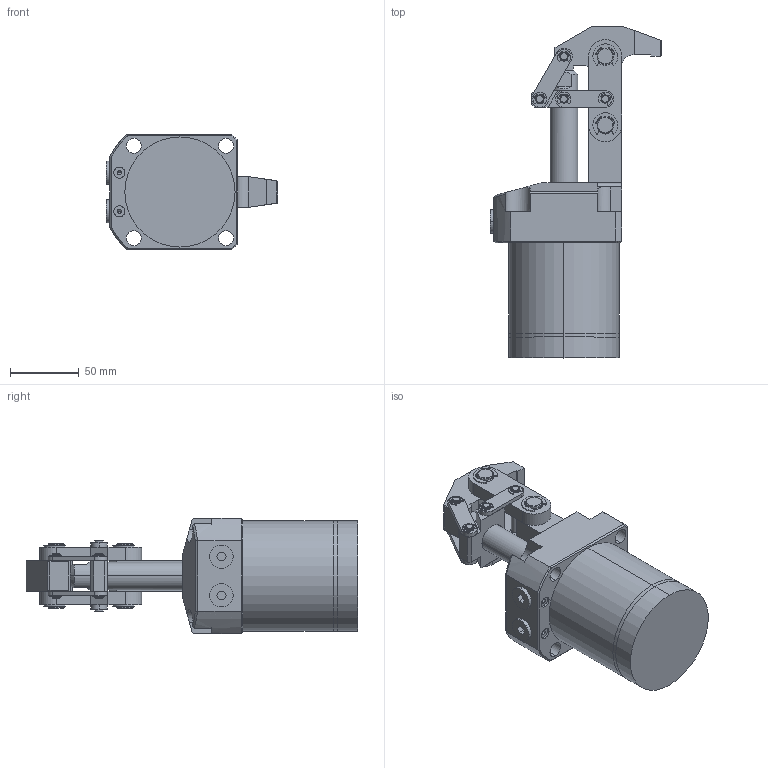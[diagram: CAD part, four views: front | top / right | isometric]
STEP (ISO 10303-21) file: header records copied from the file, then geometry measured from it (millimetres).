
FILE_DESCRIPTION (( 'STEP AP214' ), '1' );
FILE_NAME ('CLF5H-50G油压杠杠杠三维图 -.STEP', '2019-03-30T07:02:48', ( '' ), ( '' ), 'SwSTEP 2.0', 'SolidWorks 2016', '' );
FILE_SCHEMA (( 'AUTOMOTIVE_DESIGN' ));
Length unit declared in the file: millimetre
Products named in the file (17): 蟀裝2_1; 挡圈2_1; 挡圈1_1; 蟀裝3_1; 活塞杆0; CLF5H-50G油压杠杠杠三维图 -; 錨璃2; 掛极2; 种粣2_1; 蟀裝1_1; 騵艦遠_1; 种粣1_1; 蟀裝4_1; 种粣3_1; 揤旋_1; o遠_1; 綴裔0
Assembly tree (33 placements, depth 2):
  CLF5H-50G油压杠杠杠三维图 -
    活塞杆0
    蟀裝3_1  x2
    挡圈1_1  x4
    挡圈2_1  x8
    蟀裝2_1
    綴裔0
    o遠_1
    揤旋_1
    种粣3_1  x2
    蟀裝4_1  x2
    种粣1_1  x2
    騵艦遠_1
    蟀裝1_1  x2
    种粣2_1  x2
    掛极2
    錨璃2  x2
Bounding box: 124.5 x 241 x 84 mm (x, y, z)
Volume: 761409.5 mm3; surface area: 153041.6 mm2
Topology: 33 solids, 35 shells, 1133 faces, 2955 edges, 1929 vertices
Faces by surface type: cylinder 686, plane 302, cone 90, torus 30, bspline 25
Entity records: 39168 total; most frequent: CARTESIAN_POINT 22539, ORIENTED_EDGE 3564, DIRECTION 3128, EDGE_CURVE 1782, AXIS2_PLACEMENT_3D 1181, VERTEX_POINT 1159, VECTOR 766, LINE 766
